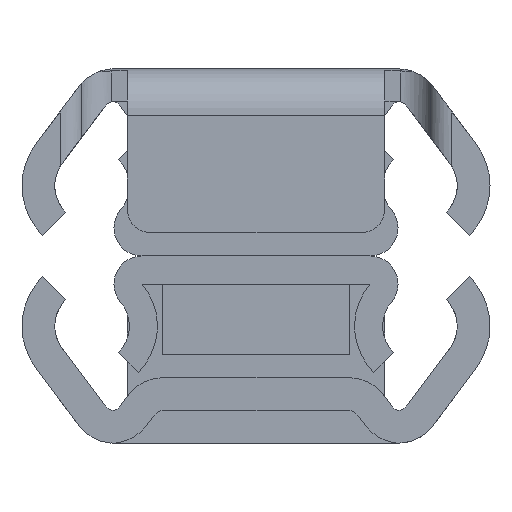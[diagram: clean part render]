
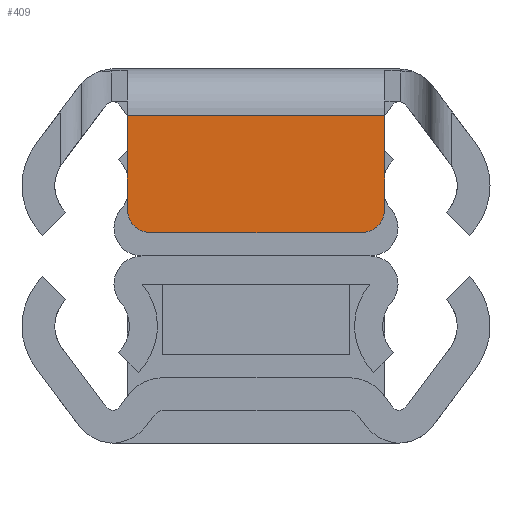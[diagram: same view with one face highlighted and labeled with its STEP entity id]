
A CAD part, left-side view. The second image highlights one B-rep face of the part: STEP entity #409.
In plain terms, the highlighted face is planar.
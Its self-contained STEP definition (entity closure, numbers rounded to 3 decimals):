
#78 = VECTOR ( 'NONE', #1248, 1000. ) ;
#119 = ORIENTED_EDGE ( 'NONE', *, *, #2607, .T. ) ;
#136 = VERTEX_POINT ( 'NONE', #1905 ) ;
#210 = DIRECTION ( 'NONE',  ( 1., 0., 0. ) ) ;
#274 = CARTESIAN_POINT ( 'NONE',  ( 70., 4.5, -1. ) ) ;
#289 = EDGE_CURVE ( 'NONE', #1490, #3188, #1515, .T. ) ;
#295 = EDGE_CURVE ( 'NONE', #561, #1490, #2515, .T. ) ;
#346 = VECTOR ( 'NONE', #1846, 1000. ) ;
#353 = CARTESIAN_POINT ( 'NONE',  ( 70., -5.5, 3. ) ) ;
#409 = ADVANCED_FACE ( 'NONE', ( #2063 ), #3074, .T. ) ;
#422 = ORIENTED_EDGE ( 'NONE', *, *, #295, .T. ) ;
#554 = CARTESIAN_POINT ( 'NONE',  ( 70., 5.5, 3. ) ) ;
#561 = VERTEX_POINT ( 'NONE', #353 ) ;
#629 = ORIENTED_EDGE ( 'NONE', *, *, #2939, .T. ) ;
#858 = ORIENTED_EDGE ( 'NONE', *, *, #289, .T. ) ;
#867 = AXIS2_PLACEMENT_3D ( 'NONE', #274, #2238, #1903 ) ;
#901 = CARTESIAN_POINT ( 'NONE',  ( 70., -4.5, -1. ) ) ;
#956 = DIRECTION ( 'NONE',  ( 0., 1., 0. ) ) ;
#961 = VECTOR ( 'NONE', #956, 1000. ) ;
#1009 = EDGE_LOOP ( 'NONE', ( #119, #629, #422, #858, #2726, #1191 ) ) ;
#1151 = EDGE_CURVE ( 'NONE', #3037, #136, #1785, .T. ) ;
#1158 = VECTOR ( 'NONE', #2907, 1000. ) ;
#1191 = ORIENTED_EDGE ( 'NONE', *, *, #1151, .T. ) ;
#1200 = CARTESIAN_POINT ( 'NONE',  ( 70., -5.5, -1. ) ) ;
#1248 = DIRECTION ( 'NONE',  ( 0., -1., 0. ) ) ;
#1264 = VERTEX_POINT ( 'NONE', #554 ) ;
#1273 = LINE ( 'NONE', #3253, #1158 ) ;
#1297 = CARTESIAN_POINT ( 'NONE',  ( 70., 4.5, -2. ) ) ;
#1490 = VERTEX_POINT ( 'NONE', #1200 ) ;
#1515 = CIRCLE ( 'NONE', #3262, 1. ) ;
#1596 = CARTESIAN_POINT ( 'NONE',  ( 70., -5.5, 3. ) ) ;
#1637 = LINE ( 'NONE', #1297, #961 ) ;
#1785 = CIRCLE ( 'NONE', #867, 1. ) ;
#1816 = CARTESIAN_POINT ( 'NONE',  ( 70., -4.5, -2. ) ) ;
#1846 = DIRECTION ( 'NONE',  ( 0., 0., -1. ) ) ;
#1903 = DIRECTION ( 'NONE',  ( 0., 0., -1. ) ) ;
#1905 = CARTESIAN_POINT ( 'NONE',  ( 70., 5.5, -1. ) ) ;
#1933 = LINE ( 'NONE', #1596, #78 ) ;
#1976 = EDGE_CURVE ( 'NONE', #3188, #3037, #1637, .T. ) ;
#2036 = DIRECTION ( 'NONE',  ( 0., 0., -1. ) ) ;
#2063 = FACE_OUTER_BOUND ( 'NONE', #1009, .T. ) ;
#2177 = CARTESIAN_POINT ( 'NONE',  ( 70., -5.5, 5. ) ) ;
#2238 = DIRECTION ( 'NONE',  ( 1., 0., 0. ) ) ;
#2380 = DIRECTION ( 'NONE',  ( 1., 0., 0. ) ) ;
#2515 = LINE ( 'NONE', #2177, #346 ) ;
#2545 = CARTESIAN_POINT ( 'NONE',  ( 70., 4.5, -2. ) ) ;
#2607 = EDGE_CURVE ( 'NONE', #136, #1264, #1273, .T. ) ;
#2724 = CARTESIAN_POINT ( 'NONE',  ( 70., -4.5, -1. ) ) ;
#2726 = ORIENTED_EDGE ( 'NONE', *, *, #1976, .T. ) ;
#2907 = DIRECTION ( 'NONE',  ( 0., 0., 1. ) ) ;
#2937 = AXIS2_PLACEMENT_3D ( 'NONE', #2724, #2380, #2036 ) ;
#2939 = EDGE_CURVE ( 'NONE', #1264, #561, #1933, .T. ) ;
#3037 = VERTEX_POINT ( 'NONE', #2545 ) ;
#3074 = PLANE ( 'NONE',  #2937 ) ;
#3188 = VERTEX_POINT ( 'NONE', #1816 ) ;
#3217 = DIRECTION ( 'NONE',  ( 0., 0., -1. ) ) ;
#3253 = CARTESIAN_POINT ( 'NONE',  ( 70., 5.5, 5. ) ) ;
#3262 = AXIS2_PLACEMENT_3D ( 'NONE', #901, #210, #3217 ) ;
